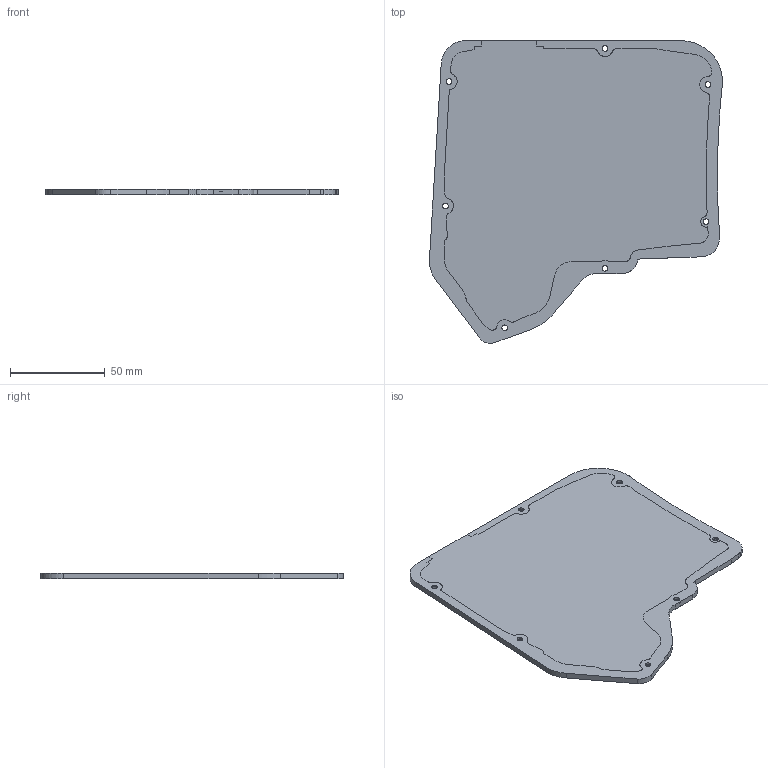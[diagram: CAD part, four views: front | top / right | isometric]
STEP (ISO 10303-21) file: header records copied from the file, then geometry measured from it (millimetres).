
FILE_DESCRIPTION(('HOOPS Exchange Step'),'2;1');
FILE_NAME('temp_export','2022-04-16T14:11:14-07:00',('mobile'),('Shapr3D Limited'),'HOOPS Exchange 2021.2','Shapr3D','Authorized');
FILE_SCHEMA( ('AP203_CONFIGURATION_CONTROLLED_3D_DESIGN_OF_MECHANICAL_PARTS_AND_ASSEMBLIES_MIM_LF') );
Length unit declared in the file: millimetre
Products named in the file (1): Plate
Bounding box: 154.23 x 159.31 x 3 mm (x, y, z)
Volume: 58528 mm3; surface area: 41182.8 mm2
Topology: 1 solids, 1 shells, 51 faces, 210 edges, 168 vertices
Faces by surface type: plane 25, cylinder 15, extrusion 9, bspline 2
Full cylindrical faces by diameter (mm): 3 x7, 4.8 x1, 6 x6
Entity records: 2737 total; most frequent: CARTESIAN_POINT 942, ORIENTED_EDGE 420, DIRECTION 305, EDGE_CURVE 210, VERTEX_POINT 168, AXIS2_PLACEMENT_3D 106, VECTOR 93, LINE 84
